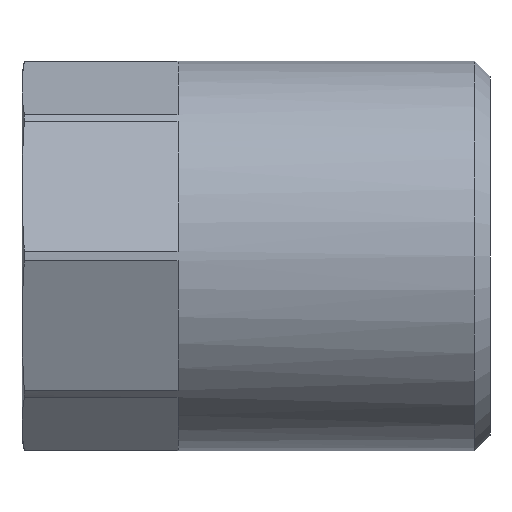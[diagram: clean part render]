
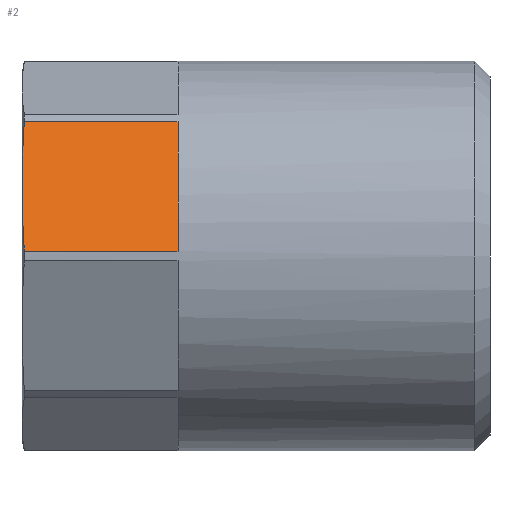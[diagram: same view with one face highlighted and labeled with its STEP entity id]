
A CAD part, left-side view. The second image highlights one B-rep face of the part: STEP entity #2.
In plain terms, the highlighted planar face has unit normal (-0.924, 0, 0.383).
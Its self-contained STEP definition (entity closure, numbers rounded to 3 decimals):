
#2 = ADVANCED_FACE ( 'NONE', ( #1528 ), #1189, .T. ) ;
#47 = VECTOR ( 'NONE', #905, 1000. ) ;
#49 = LINE ( 'NONE', #916, #47 ) ;
#50 = LINE ( 'NONE', #901, #155 ) ;
#51 = VECTOR ( 'NONE', #906, 1000. ) ;
#53 = LINE ( 'NONE', #910, #51 ) ;
#155 = VECTOR ( 'NONE', #897, 1000. ) ;
#256 = EDGE_LOOP ( 'NONE', ( #1334, #1335, #1336, #1456, #1332 ) ) ;
#350 = EDGE_CURVE ( 'NONE', #1309, #1308, #53, .T. ) ;
#351 = EDGE_CURVE ( 'NONE', #1286, #1309, #49, .T. ) ;
#354 = EDGE_CURVE ( 'NONE', #1308, #1291, #50, .T. ) ;
#377 = EDGE_CURVE ( 'NONE', #1291, #1289, #844, .T. ) ;
#395 = AXIS2_PLACEMENT_3D ( 'NONE', #1225, #1178, #1184 ) ;
#400 = EDGE_CURVE ( 'NONE', #1289, #1286, #834, .T. ) ;
#543 = CARTESIAN_POINT ( 'NONE',  ( -3.749, 6., 0.096 ) ) ;
#558 = CARTESIAN_POINT ( 'NONE',  ( -2.718, 8.956, 2.583 ) ) ;
#560 = CARTESIAN_POINT ( 'NONE',  ( -3.234, 9., 1.339 ) ) ;
#563 = CARTESIAN_POINT ( 'NONE',  ( -3.749, 8.956, 0.096 ) ) ;
#564 = CARTESIAN_POINT ( 'NONE',  ( -2.718, 6., 2.583 ) ) ;
#692 = CARTESIAN_POINT ( 'NONE',  ( -3.234, 9., 1.339 ) ) ;
#695 = CARTESIAN_POINT ( 'NONE',  ( -2.718, 8.956, 2.583 ) ) ;
#702 = CARTESIAN_POINT ( 'NONE',  ( -3.062, 9., 1.754 ) ) ;
#704 = CARTESIAN_POINT ( 'NONE',  ( -2.89, 8.984, 2.169 ) ) ;
#758 = CARTESIAN_POINT ( 'NONE',  ( -3.749, 8.956, 0.096 ) ) ;
#759 = CARTESIAN_POINT ( 'NONE',  ( -3.577, 8.984, 0.51 ) ) ;
#765 = CARTESIAN_POINT ( 'NONE',  ( -3.405, 9., 0.924 ) ) ;
#768 = CARTESIAN_POINT ( 'NONE',  ( -3.234, 9., 1.339 ) ) ;
#834 = B_SPLINE_CURVE_WITH_KNOTS ( 'NONE', 3,
 ( #768, #765, #759, #758 ),
 .UNSPECIFIED., .F., .F.,
 ( 4, 4 ),
 ( 0., 0.001 ),
 .UNSPECIFIED. ) ;
#844 = B_SPLINE_CURVE_WITH_KNOTS ( 'NONE', 3,
 ( #695, #704, #702, #692 ),
 .UNSPECIFIED., .F., .F.,
 ( 4, 4 ),
 ( 0., 0.001 ),
 .UNSPECIFIED. ) ;
#897 = DIRECTION ( 'NONE',  ( 0., 1., 0. ) ) ;
#901 = CARTESIAN_POINT ( 'NONE',  ( -2.718, 4.628, 2.583 ) ) ;
#905 = DIRECTION ( 'NONE',  ( 0., -1., 0. ) ) ;
#906 = DIRECTION ( 'NONE',  ( 0.383, 0., 0.924 ) ) ;
#910 = CARTESIAN_POINT ( 'NONE',  ( -3.234, 6., 1.339 ) ) ;
#916 = CARTESIAN_POINT ( 'NONE',  ( -3.749, 4.628, 0.096 ) ) ;
#1178 = DIRECTION ( 'NONE',  ( -0.924, 0., 0.383 ) ) ;
#1184 = DIRECTION ( 'NONE',  ( 0.383, 0., 0.924 ) ) ;
#1189 = PLANE ( 'NONE',  #395 ) ;
#1225 = CARTESIAN_POINT ( 'NONE',  ( -3.749, 6., 0.096 ) ) ;
#1286 = VERTEX_POINT ( 'NONE', #563 ) ;
#1289 = VERTEX_POINT ( 'NONE', #560 ) ;
#1291 = VERTEX_POINT ( 'NONE', #558 ) ;
#1308 = VERTEX_POINT ( 'NONE', #564 ) ;
#1309 = VERTEX_POINT ( 'NONE', #543 ) ;
#1332 = ORIENTED_EDGE ( 'NONE', *, *, #350, .T. ) ;
#1334 = ORIENTED_EDGE ( 'NONE', *, *, #354, .T. ) ;
#1335 = ORIENTED_EDGE ( 'NONE', *, *, #377, .T. ) ;
#1336 = ORIENTED_EDGE ( 'NONE', *, *, #400, .T. ) ;
#1456 = ORIENTED_EDGE ( 'NONE', *, *, #351, .T. ) ;
#1528 = FACE_OUTER_BOUND ( 'NONE', #256, .T. ) ;
